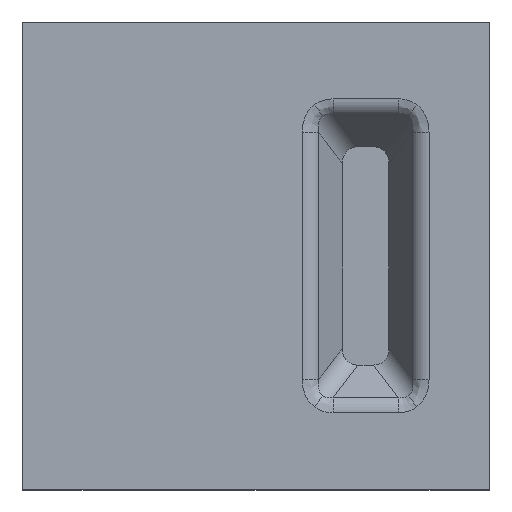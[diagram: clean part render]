
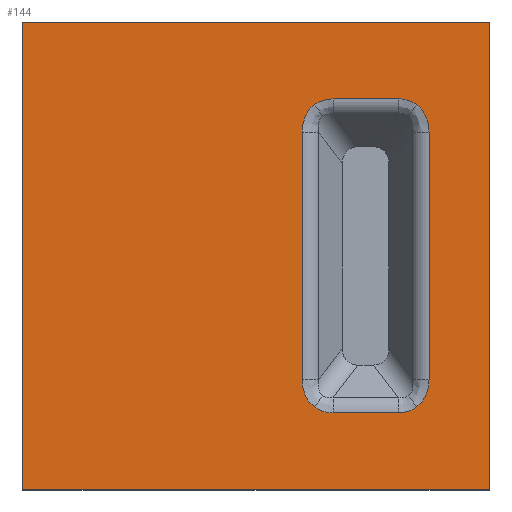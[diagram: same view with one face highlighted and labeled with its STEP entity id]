
A CAD part, top view. The second image highlights one B-rep face of the part: STEP entity #144.
In plain terms, the highlighted planar face has unit normal (0, 0, 1).
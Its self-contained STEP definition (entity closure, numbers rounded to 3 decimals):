
#33 = VERTEX_POINT('',#34);
#34 = CARTESIAN_POINT('',(0.375,-0.969,1.1));
#41 = EDGE_CURVE('',#33,#42,#44,.T.);
#42 = VERTEX_POINT('',#43);
#43 = CARTESIAN_POINT('',(0.494,-1.007,1.1));
#44 = ( BOUNDED_CURVE() B_SPLINE_CURVE(3,(#45,#46,#47,#48),
.UNSPECIFIED.,.F.,.F.) B_SPLINE_CURVE_WITH_KNOTS((4,4),(
0.,0.514),.PIECEWISE_BEZIER_KNOTS.) CURVE() 
GEOMETRIC_REPRESENTATION_ITEM() RATIONAL_B_SPLINE_CURVE((1.,
0.978,0.978,1.)) REPRESENTATION_ITEM('') );
#45 = CARTESIAN_POINT('',(0.375,-0.969,1.1));
#46 = CARTESIAN_POINT('',(0.408,-0.994,1.1));
#47 = CARTESIAN_POINT('',(0.449,-1.007,1.1));
#48 = CARTESIAN_POINT('',(0.494,-1.007,1.1));
#117 = VERTEX_POINT('',#118);
#118 = CARTESIAN_POINT('',(0.296,-0.793,1.1));
#125 = EDGE_CURVE('',#117,#33,#126,.T.);
#126 = ( BOUNDED_CURVE() B_SPLINE_CURVE(3,(#127,#128,#129,#130),
.UNSPECIFIED.,.F.,.F.) B_SPLINE_CURVE_WITH_KNOTS((4,4),(5.503,
6.283),.PIECEWISE_BEZIER_KNOTS.) CURVE() 
GEOMETRIC_REPRESENTATION_ITEM() RATIONAL_B_SPLINE_CURVE((1.,
0.95,0.95,1.)) REPRESENTATION_ITEM('') );
#127 = CARTESIAN_POINT('',(0.296,-0.793,1.1));
#128 = CARTESIAN_POINT('',(0.296,-0.869,1.1));
#129 = CARTESIAN_POINT('',(0.324,-0.93,1.1));
#130 = CARTESIAN_POINT('',(0.375,-0.969,1.1));
#144 = ADVANCED_FACE('',(#145,#179),#267,.F.);
#145 = FACE_BOUND('',#146,.T.);
#146 = EDGE_LOOP('',(#147,#157,#165,#173));
#147 = ORIENTED_EDGE('',*,*,#148,.F.);
#148 = EDGE_CURVE('',#149,#151,#153,.T.);
#149 = VERTEX_POINT('',#150);
#150 = CARTESIAN_POINT('',(-1.5,1.5,1.1));
#151 = VERTEX_POINT('',#152);
#152 = CARTESIAN_POINT('',(1.5,1.5,1.1));
#153 = LINE('',#154,#155);
#154 = CARTESIAN_POINT('',(16.5,1.5,1.1));
#155 = VECTOR('',#156,1.);
#156 = DIRECTION('',(1.,0.,0.));
#157 = ORIENTED_EDGE('',*,*,#158,.F.);
#158 = EDGE_CURVE('',#159,#149,#161,.T.);
#159 = VERTEX_POINT('',#160);
#160 = CARTESIAN_POINT('',(-1.5,-1.5,1.1));
#161 = LINE('',#162,#163);
#162 = CARTESIAN_POINT('',(-1.5,16.5,1.1));
#163 = VECTOR('',#164,1.);
#164 = DIRECTION('',(0.,1.,0.));
#165 = ORIENTED_EDGE('',*,*,#166,.T.);
#166 = EDGE_CURVE('',#159,#167,#169,.T.);
#167 = VERTEX_POINT('',#168);
#168 = CARTESIAN_POINT('',(1.5,-1.5,1.1));
#169 = LINE('',#170,#171);
#170 = CARTESIAN_POINT('',(16.5,-1.5,1.1));
#171 = VECTOR('',#172,1.);
#172 = DIRECTION('',(1.,0.,0.));
#173 = ORIENTED_EDGE('',*,*,#174,.T.);
#174 = EDGE_CURVE('',#167,#151,#175,.T.);
#175 = LINE('',#176,#177);
#176 = CARTESIAN_POINT('',(1.5,16.5,1.1));
#177 = VECTOR('',#178,1.);
#178 = DIRECTION('',(0.,1.,0.));
#179 = FACE_BOUND('',#180,.T.);
#180 = EDGE_LOOP('',(#181,#192,#198,#199,#200,#208,#217,#226,#234,#243,
    #252,#260));
#181 = ORIENTED_EDGE('',*,*,#182,.F.);
#182 = EDGE_CURVE('',#183,#185,#187,.T.);
#183 = VERTEX_POINT('',#184);
#184 = CARTESIAN_POINT('',(0.912,-1.007,1.1));
#185 = VERTEX_POINT('',#186);
#186 = CARTESIAN_POINT('',(1.031,-0.969,1.1));
#187 = ( BOUNDED_CURVE() B_SPLINE_CURVE(3,(#188,#189,#190,#191),
.UNSPECIFIED.,.F.,.F.) B_SPLINE_CURVE_WITH_KNOTS((4,4),(5.77,
6.283),.PIECEWISE_BEZIER_KNOTS.) CURVE() 
GEOMETRIC_REPRESENTATION_ITEM() RATIONAL_B_SPLINE_CURVE((1.,
0.978,0.978,1.)) REPRESENTATION_ITEM('') );
#188 = CARTESIAN_POINT('',(0.912,-1.007,1.1));
#189 = CARTESIAN_POINT('',(0.957,-1.007,1.1));
#190 = CARTESIAN_POINT('',(0.998,-0.994,1.1));
#191 = CARTESIAN_POINT('',(1.031,-0.969,1.1));
#192 = ORIENTED_EDGE('',*,*,#193,.T.);
#193 = EDGE_CURVE('',#183,#42,#194,.T.);
#194 = LINE('',#195,#196);
#195 = CARTESIAN_POINT('',(0.368,-1.007,1.1));
#196 = VECTOR('',#197,1.);
#197 = DIRECTION('',(-1.,0.,0.));
#198 = ORIENTED_EDGE('',*,*,#41,.F.);
#199 = ORIENTED_EDGE('',*,*,#125,.F.);
#200 = ORIENTED_EDGE('',*,*,#201,.T.);
#201 = EDGE_CURVE('',#117,#202,#204,.T.);
#202 = VERTEX_POINT('',#203);
#203 = CARTESIAN_POINT('',(0.296,0.793,1.1));
#204 = LINE('',#205,#206);
#205 = CARTESIAN_POINT('',(0.296,0.945,1.1));
#206 = VECTOR('',#207,1.);
#207 = DIRECTION('',(0.,1.,0.));
#208 = ORIENTED_EDGE('',*,*,#209,.F.);
#209 = EDGE_CURVE('',#210,#202,#212,.T.);
#210 = VERTEX_POINT('',#211);
#211 = CARTESIAN_POINT('',(0.375,0.969,1.1));
#212 = ( BOUNDED_CURVE() B_SPLINE_CURVE(3,(#213,#214,#215,#216),
.UNSPECIFIED.,.F.,.F.) B_SPLINE_CURVE_WITH_KNOTS((4,4),(
0.,0.78),.PIECEWISE_BEZIER_KNOTS.) CURVE() 
GEOMETRIC_REPRESENTATION_ITEM() RATIONAL_B_SPLINE_CURVE((1.,
0.95,0.95,1.)) REPRESENTATION_ITEM('') );
#213 = CARTESIAN_POINT('',(0.375,0.969,1.1));
#214 = CARTESIAN_POINT('',(0.324,0.93,1.1));
#215 = CARTESIAN_POINT('',(0.296,0.869,1.1));
#216 = CARTESIAN_POINT('',(0.296,0.793,1.1));
#217 = ORIENTED_EDGE('',*,*,#218,.F.);
#218 = EDGE_CURVE('',#219,#210,#221,.T.);
#219 = VERTEX_POINT('',#220);
#220 = CARTESIAN_POINT('',(0.494,1.007,1.1));
#221 = ( BOUNDED_CURVE() B_SPLINE_CURVE(3,(#222,#223,#224,#225),
.UNSPECIFIED.,.F.,.F.) B_SPLINE_CURVE_WITH_KNOTS((4,4),(5.77,
6.283),.PIECEWISE_BEZIER_KNOTS.) CURVE() 
GEOMETRIC_REPRESENTATION_ITEM() RATIONAL_B_SPLINE_CURVE((1.,
0.978,0.978,1.)) REPRESENTATION_ITEM('') );
#222 = CARTESIAN_POINT('',(0.494,1.007,1.1));
#223 = CARTESIAN_POINT('',(0.449,1.007,1.1));
#224 = CARTESIAN_POINT('',(0.408,0.994,1.1));
#225 = CARTESIAN_POINT('',(0.375,0.969,1.1));
#226 = ORIENTED_EDGE('',*,*,#227,.T.);
#227 = EDGE_CURVE('',#219,#228,#230,.T.);
#228 = VERTEX_POINT('',#229);
#229 = CARTESIAN_POINT('',(0.912,1.007,1.1));
#230 = LINE('',#231,#232);
#231 = CARTESIAN_POINT('',(1.038,1.007,1.1));
#232 = VECTOR('',#233,1.);
#233 = DIRECTION('',(1.,0.,0.));
#234 = ORIENTED_EDGE('',*,*,#235,.F.);
#235 = EDGE_CURVE('',#236,#228,#238,.T.);
#236 = VERTEX_POINT('',#237);
#237 = CARTESIAN_POINT('',(1.031,0.969,1.1));
#238 = ( BOUNDED_CURVE() B_SPLINE_CURVE(3,(#239,#240,#241,#242),
.UNSPECIFIED.,.F.,.F.) B_SPLINE_CURVE_WITH_KNOTS((4,4),(
0.,0.514),.PIECEWISE_BEZIER_KNOTS.) CURVE() 
GEOMETRIC_REPRESENTATION_ITEM() RATIONAL_B_SPLINE_CURVE((1.,
0.978,0.978,1.)) REPRESENTATION_ITEM('') );
#239 = CARTESIAN_POINT('',(1.031,0.969,1.1));
#240 = CARTESIAN_POINT('',(0.998,0.994,1.1));
#241 = CARTESIAN_POINT('',(0.957,1.007,1.1));
#242 = CARTESIAN_POINT('',(0.912,1.007,1.1));
#243 = ORIENTED_EDGE('',*,*,#244,.F.);
#244 = EDGE_CURVE('',#245,#236,#247,.T.);
#245 = VERTEX_POINT('',#246);
#246 = CARTESIAN_POINT('',(1.11,0.793,1.1));
#247 = ( BOUNDED_CURVE() B_SPLINE_CURVE(3,(#248,#249,#250,#251),
.UNSPECIFIED.,.F.,.F.) B_SPLINE_CURVE_WITH_KNOTS((4,4),(5.503,
6.283),.PIECEWISE_BEZIER_KNOTS.) CURVE() 
GEOMETRIC_REPRESENTATION_ITEM() RATIONAL_B_SPLINE_CURVE((1.,
0.95,0.95,1.)) REPRESENTATION_ITEM('') );
#248 = CARTESIAN_POINT('',(1.11,0.793,1.1));
#249 = CARTESIAN_POINT('',(1.11,0.869,1.1));
#250 = CARTESIAN_POINT('',(1.082,0.93,1.1));
#251 = CARTESIAN_POINT('',(1.031,0.969,1.1));
#252 = ORIENTED_EDGE('',*,*,#253,.T.);
#253 = EDGE_CURVE('',#245,#254,#256,.T.);
#254 = VERTEX_POINT('',#255);
#255 = CARTESIAN_POINT('',(1.11,-0.793,1.1));
#256 = LINE('',#257,#258);
#257 = CARTESIAN_POINT('',(1.11,-0.945,1.1));
#258 = VECTOR('',#259,1.);
#259 = DIRECTION('',(0.,-1.,0.));
#260 = ORIENTED_EDGE('',*,*,#261,.F.);
#261 = EDGE_CURVE('',#185,#254,#262,.T.);
#262 = ( BOUNDED_CURVE() B_SPLINE_CURVE(3,(#263,#264,#265,#266),
.UNSPECIFIED.,.F.,.F.) B_SPLINE_CURVE_WITH_KNOTS((4,4),(
0.,0.78),.PIECEWISE_BEZIER_KNOTS.) CURVE() 
GEOMETRIC_REPRESENTATION_ITEM() RATIONAL_B_SPLINE_CURVE((1.,
0.95,0.95,1.)) REPRESENTATION_ITEM('') );
#263 = CARTESIAN_POINT('',(1.031,-0.969,1.1));
#264 = CARTESIAN_POINT('',(1.082,-0.93,1.1));
#265 = CARTESIAN_POINT('',(1.11,-0.869,1.1));
#266 = CARTESIAN_POINT('',(1.11,-0.793,1.1));
#267 = PLANE('',#268);
#268 = AXIS2_PLACEMENT_3D('',#269,#270,#271);
#269 = CARTESIAN_POINT('',(-4.7,37.7,1.1));
#270 = DIRECTION('',(0.,0.,-1.));
#271 = DIRECTION('',(-1.,0.,0.));
